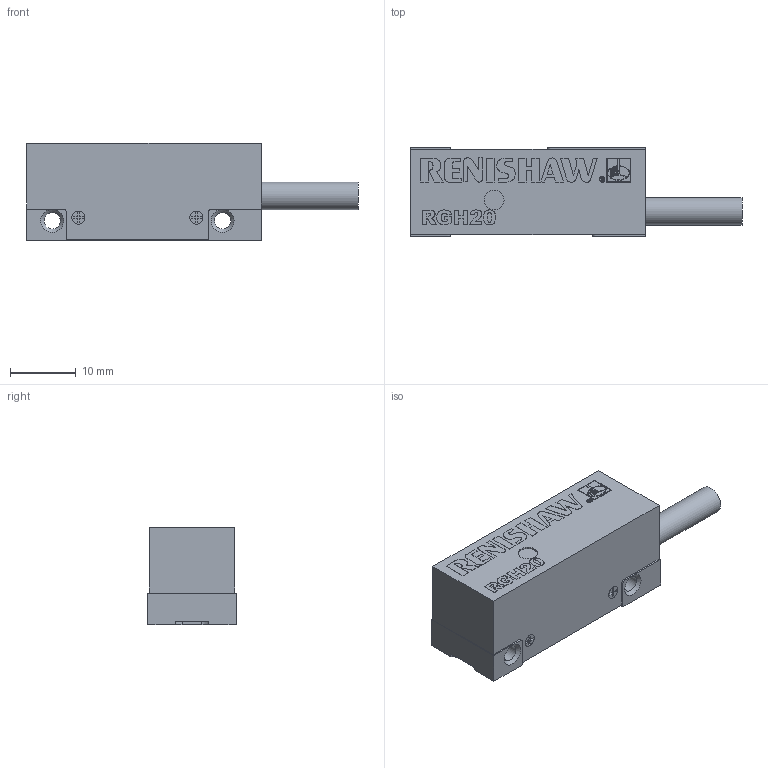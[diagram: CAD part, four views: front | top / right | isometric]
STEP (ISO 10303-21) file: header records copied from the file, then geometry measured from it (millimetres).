
FILE_DESCRIPTION(/* description */ (''),/* implementation_level */ '2;1');
FILE_NAME(/* name */ 'LA-9517-4800-01-A',/* time_stamp */ '2008-08-14T08:59:01+01:00',/* author */ (''),/* organization */ (''),/* preprocessor_version */ 'ST-DEVELOPER v9',/* originating_system */ 'UGS - NX 3.0',/* authorisation */ '');
FILE_SCHEMA (('CONFIG_CONTROL_DESIGN'));
Length unit declared in the file: millimetre
Products named in the file (1): lm1188B7kx6e
Bounding box: 50.65 x 13.5 x 14.8 mm (x, y, z)
Volume: 6945.8 mm3; surface area: 2877.7 mm2
Topology: 1 solids, 1 shells, 427 faces, 1148 edges, 764 vertices
Faces by surface type: plane 282, extrusion 121, cylinder 20, cone 4
Full cylindrical faces by diameter (mm): 1.805 x1, 2 x3, 2.5 x2, 3 x1, 4.2 x1
Entity records: 13571 total; most frequent: CARTESIAN_POINT 3247, ORIENTED_EDGE 2266, DIRECTION 1672, EDGE_CURVE 1133, VECTOR 966, LINE 845, VERTEX_POINT 762, EDGE_LOOP 487
